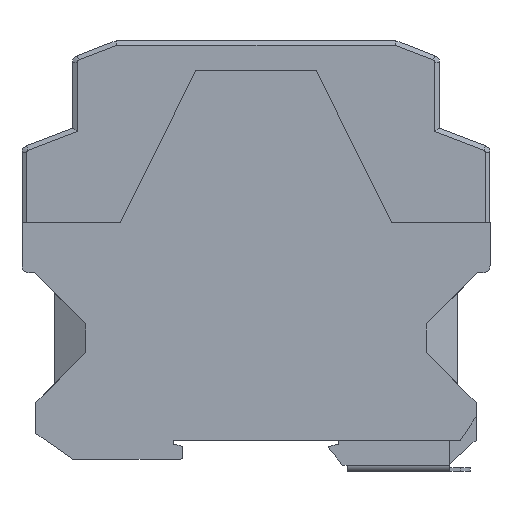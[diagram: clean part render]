
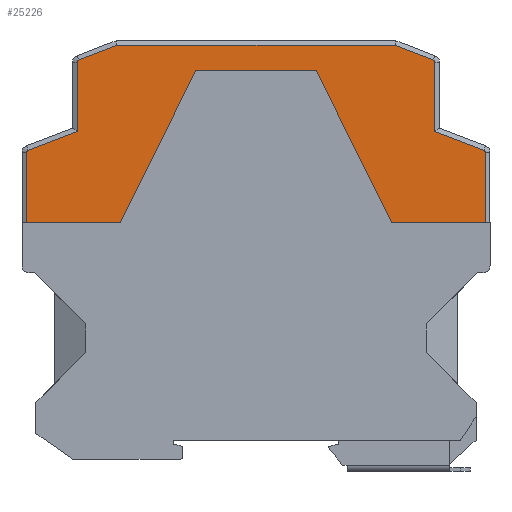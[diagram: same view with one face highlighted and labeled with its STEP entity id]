
A CAD part, left-side view. The second image highlights one B-rep face of the part: STEP entity #25226.
In plain terms, the highlighted face is planar.
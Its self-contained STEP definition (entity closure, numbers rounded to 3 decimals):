
#20593=CARTESIAN_POINT('',(-48.,91.368,3.8));
#20594=DIRECTION('',(0.,0.,1.));
#20595=DIRECTION('',(-0.358,0.934,0.));
#20596=AXIS2_PLACEMENT_3D('',#20593,#20594,#20595);
#20601=DIRECTION('',(0.,-1.,0.));
#20602=VECTOR('',#20601,14.868);
#20603=CARTESIAN_POINT('',(-48.5,91.368,
3.8));
#20604=LINE('',#20603,#20602);
#20608=DIRECTION('',(1.,0.,0.));
#20609=VECTOR('',#20608,19.75);
#20610=CARTESIAN_POINT('',(-48.5,76.5,
3.8));
#20611=LINE('',#20610,#20609);
#20615=DIRECTION('',(0.446,0.895,0.));
#20616=VECTOR('',#20615,35.978);
#20617=CARTESIAN_POINT('',(-28.75,76.5,
3.8));
#20618=LINE('',#20617,#20616);
#20622=DIRECTION('',(1.,0.,0.));
#20623=VECTOR('',#20622,25.4);
#20624=CARTESIAN_POINT('',(-12.7,108.7,
3.8));
#20625=LINE('',#20624,#20623);
#20629=DIRECTION('',(0.446,-0.895,0.));
#20630=VECTOR('',#20629,35.978);
#20631=CARTESIAN_POINT('',(12.7,108.7,3.8));
#20632=LINE('',#20631,#20630);
#20636=DIRECTION('',(1.,0.,0.));
#20637=VECTOR('',#20636,19.75);
#20638=CARTESIAN_POINT('',(28.75,76.5,3.8));
#20639=LINE('',#20638,#20637);
#20643=CARTESIAN_POINT('',(48.,91.368,3.8));
#20644=DIRECTION('',(0.,0.,1.));
#20645=DIRECTION('',(1.,0.,0.));
#20646=AXIS2_PLACEMENT_3D('',#20643,#20644,#20645);
#20651=DIRECTION('',(-0.934,0.358,0.));
#20652=VECTOR('',#20651,11.115);
#20653=CARTESIAN_POINT('',(48.179,91.835,3.8));
#20654=LINE('',#20653,#20652);
#20658=DIRECTION('',(0.,1.,0.));
#20659=VECTOR('',#20658,14.625);
#20660=CARTESIAN_POINT('',(37.8,95.812,3.8));
#20661=LINE('',#20660,#20659);
#20665=CARTESIAN_POINT('',(37.3,110.438,3.8));
#20666=DIRECTION('',(0.,0.,1.));
#20667=DIRECTION('',(1.,0.,0.));
#20668=AXIS2_PLACEMENT_3D('',#20665,#20666,#20667);
#20673=DIRECTION('',(-1.,0.,0.));
#20674=VECTOR('',#20673,58.829);
#20675=CARTESIAN_POINT('',(29.415,114.,3.8));
#20676=LINE('',#20675,#20674);
#20680=DIRECTION('',(-0.934,-0.358,
0.));
#20681=VECTOR('',#20680,8.638);
#20682=CARTESIAN_POINT('',(-29.415,114.,3.8));
#20683=LINE('',#20682,#20681);
#20687=CARTESIAN_POINT('',(-37.3,110.438,3.8));
#20688=DIRECTION('',(0.,0.,1.));
#20689=DIRECTION('',(-0.358,0.934,0.));
#20690=AXIS2_PLACEMENT_3D('',#20687,#20688,#20689);
#20695=DIRECTION('',(0.,-1.,0.));
#20696=VECTOR('',#20695,14.625);
#20697=CARTESIAN_POINT('',(-37.8,110.438,
3.8));
#20698=LINE('',#20697,#20696);
#20702=DIRECTION('',(-0.934,-0.358,
0.));
#20703=VECTOR('',#20702,11.115);
#20704=CARTESIAN_POINT('',(-37.8,95.812,
3.8));
#20705=LINE('',#20704,#20703);
#20837=DIRECTION('',(0.934,-0.358,0.));
#20838=VECTOR('',#20837,8.638);
#20839=CARTESIAN_POINT('',(29.415,114.,3.8));
#20840=LINE('',#20839,#20838);
#20937=DIRECTION('',(0.,-1.,0.));
#20938=VECTOR('',#20937,14.868);
#20939=CARTESIAN_POINT('',(48.5,91.368,3.8));
#20940=LINE('',#20939,#20938);
#24111=CARTESIAN_POINT('',(-28.75,76.5,
3.8));
#24112=CARTESIAN_POINT('',(-12.7,108.7,
3.8));
#24113=VERTEX_POINT('',#24111);
#24114=VERTEX_POINT('',#24112);
#24115=CARTESIAN_POINT('',(-48.179,91.835,3.8));
#24116=CARTESIAN_POINT('',(-48.5,91.368,3.8));
#24117=VERTEX_POINT('',#24115);
#24118=VERTEX_POINT('',#24116);
#24119=CARTESIAN_POINT('',(-48.5,76.5,
3.8));
#24120=VERTEX_POINT('',#24119);
#24121=CARTESIAN_POINT('',(12.7,108.7,3.8));
#24122=VERTEX_POINT('',#24121);
#24123=CARTESIAN_POINT('',(28.75,76.5,3.8));
#24124=VERTEX_POINT('',#24123);
#24125=CARTESIAN_POINT('',(48.5,76.5,3.8));
#24126=VERTEX_POINT('',#24125);
#24127=CARTESIAN_POINT('',(48.5,91.368,3.8));
#24128=VERTEX_POINT('',#24127);
#24129=CARTESIAN_POINT('',(48.179,91.835,3.8));
#24130=VERTEX_POINT('',#24129);
#24131=CARTESIAN_POINT('',(37.8,95.812,3.8));
#24132=VERTEX_POINT('',#24131);
#24133=CARTESIAN_POINT('',(37.8,110.438,3.8));
#24134=VERTEX_POINT('',#24133);
#24135=CARTESIAN_POINT('',(37.479,110.904,3.8));
#24136=VERTEX_POINT('',#24135);
#24137=CARTESIAN_POINT('',(29.415,114.,3.8));
#24138=VERTEX_POINT('',#24137);
#24139=CARTESIAN_POINT('',(-29.415,114.,3.8));
#24140=VERTEX_POINT('',#24139);
#24141=CARTESIAN_POINT('',(-37.479,110.904,
3.8));
#24142=VERTEX_POINT('',#24141);
#24143=CARTESIAN_POINT('',(-37.8,110.438,3.8));
#24144=VERTEX_POINT('',#24143);
#24145=CARTESIAN_POINT('',(-37.8,95.812,
3.8));
#24146=VERTEX_POINT('',#24145);
#25184=CARTESIAN_POINT('',(-32.387,84.907,3.8));
#25185=DIRECTION('',(0.,0.,-1.));
#25186=DIRECTION('',(1.,0.,0.));
#25187=AXIS2_PLACEMENT_3D('',#25184,#25185,#25186);
#25188=PLANE('',#25187);
#25190=ORIENTED_EDGE('',*,*,#25189,.T.);
#25192=ORIENTED_EDGE('',*,*,#25191,.T.);
#25194=ORIENTED_EDGE('',*,*,#25193,.T.);
#25195=ORIENTED_EDGE('',*,*,#25172,.T.);
#25197=ORIENTED_EDGE('',*,*,#25196,.T.);
#25199=ORIENTED_EDGE('',*,*,#25198,.T.);
#25201=ORIENTED_EDGE('',*,*,#25200,.T.);
#25203=ORIENTED_EDGE('',*,*,#25202,.F.);
#25205=ORIENTED_EDGE('',*,*,#25204,.T.);
#25207=ORIENTED_EDGE('',*,*,#25206,.T.);
#25209=ORIENTED_EDGE('',*,*,#25208,.T.);
#25211=ORIENTED_EDGE('',*,*,#25210,.T.);
#25213=ORIENTED_EDGE('',*,*,#25212,.F.);
#25215=ORIENTED_EDGE('',*,*,#25214,.T.);
#25217=ORIENTED_EDGE('',*,*,#25216,.T.);
#25219=ORIENTED_EDGE('',*,*,#25218,.T.);
#25221=ORIENTED_EDGE('',*,*,#25220,.T.);
#25223=ORIENTED_EDGE('',*,*,#25222,.T.);
#25224=EDGE_LOOP('',(#25190,#25192,#25194,#25195,#25197,#25199,#25201,#25203,
#25205,#25207,#25209,#25211,#25213,#25215,#25217,#25219,#25221,#25223));
#25225=FACE_OUTER_BOUND('',#25224,.F.);
#25226=ADVANCED_FACE('',(#25225),#25188,.T.);
#20597=CIRCLE('',#20596,0.5);
#20647=CIRCLE('',#20646,0.5);
#20669=CIRCLE('',#20668,0.5);
#20691=CIRCLE('',#20690,0.5);
#25172=EDGE_CURVE('',#24113,#24114,#20618,.T.);
#25189=EDGE_CURVE('',#24117,#24118,#20597,.T.);
#25191=EDGE_CURVE('',#24118,#24120,#20604,.T.);
#25193=EDGE_CURVE('',#24120,#24113,#20611,.T.);
#25196=EDGE_CURVE('',#24114,#24122,#20625,.T.);
#25198=EDGE_CURVE('',#24122,#24124,#20632,.T.);
#25200=EDGE_CURVE('',#24124,#24126,#20639,.T.);
#25202=EDGE_CURVE('',#24128,#24126,#20940,.T.);
#25204=EDGE_CURVE('',#24128,#24130,#20647,.T.);
#25206=EDGE_CURVE('',#24130,#24132,#20654,.T.);
#25208=EDGE_CURVE('',#24132,#24134,#20661,.T.);
#25210=EDGE_CURVE('',#24134,#24136,#20669,.T.);
#25212=EDGE_CURVE('',#24138,#24136,#20840,.T.);
#25214=EDGE_CURVE('',#24138,#24140,#20676,.T.);
#25216=EDGE_CURVE('',#24140,#24142,#20683,.T.);
#25218=EDGE_CURVE('',#24142,#24144,#20691,.T.);
#25220=EDGE_CURVE('',#24144,#24146,#20698,.T.);
#25222=EDGE_CURVE('',#24146,#24117,#20705,.T.);
